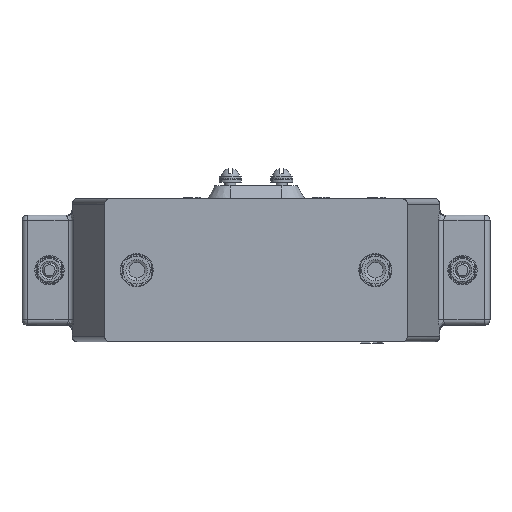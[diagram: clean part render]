
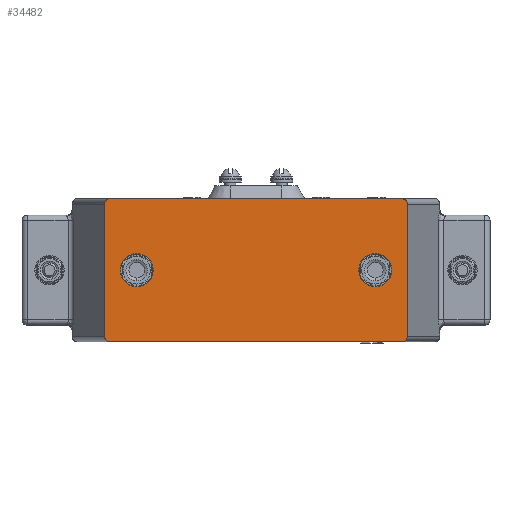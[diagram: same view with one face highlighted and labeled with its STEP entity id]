
A CAD part, front view. The second image highlights one B-rep face of the part: STEP entity #34482.
In plain terms, the highlighted planar face has unit normal (0, -1, 0).
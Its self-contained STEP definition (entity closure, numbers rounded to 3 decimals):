
#368 = EDGE_CURVE ( 'NONE', #19684, #83756, #52477, .T. ) ;
#996 = CARTESIAN_POINT ( 'NONE',  ( -82.449, -103., 36. ) ) ;
#1920 = EDGE_CURVE ( 'NONE', #49415, #27754, #62447, .T. ) ;
#1923 = LINE ( 'NONE', #3786, #23346 ) ;
#2503 = AXIS2_PLACEMENT_3D ( 'NONE', #103602, #103460, #103438 ) ;
#3390 = CARTESIAN_POINT ( 'NONE',  ( 82.449, -103., -36. ) ) ;
#3538 = CARTESIAN_POINT ( 'NONE',  ( 82.449, -103., -37.757 ) ) ;
#3786 = CARTESIAN_POINT ( 'NONE',  ( -82.449, -103., 39. ) ) ;
#3877 = EDGE_LOOP ( 'NONE', ( #84617, #13724, #65719, #31654, #43877, #79787, #23940, #4732 ) ) ;
#4179 = CARTESIAN_POINT ( 'NONE',  ( 81.163, -103., -39. ) ) ;
#4331 = CARTESIAN_POINT ( 'NONE',  ( 79.343, -103., -39. ) ) ;
#4732 = ORIENTED_EDGE ( 'NONE', *, *, #1920, .T. ) ;
#7731 = VECTOR ( 'NONE', #102083, 1000. ) ;
#9729 = CARTESIAN_POINT ( 'NONE',  ( -79.343, -103., 39. ) ) ;
#10604 = LINE ( 'NONE', #101693, #7731 ) ;
#11422 = EDGE_CURVE ( 'NONE', #83756, #19684, #51534, .T. ) ;
#11963 = AXIS2_PLACEMENT_3D ( 'NONE', #115032, #115792, #115926 ) ;
#12646 = CARTESIAN_POINT ( 'NONE',  ( 82.449, -103., 36. ) ) ;
#12874 =( BOUNDED_CURVE ( )  B_SPLINE_CURVE ( 3, ( #25412, #25434, #24892, #24870 ),
 .UNSPECIFIED., .F., .F. ) 
 B_SPLINE_CURVE_WITH_KNOTS ( ( 4, 4 ),
 ( 0., 1.571 ),
 .UNSPECIFIED. ) 
 CURVE ( )  GEOMETRIC_REPRESENTATION_ITEM ( )  RATIONAL_B_SPLINE_CURVE ( ( 1., 0.805, 0.805, 1. ) ) 
 REPRESENTATION_ITEM ( '' )  );
#13589 = EDGE_CURVE ( 'NONE', #46559, #48776, #104511, .T. ) ;
#13724 = ORIENTED_EDGE ( 'NONE', *, *, #77726, .T. ) ;
#14082 = VECTOR ( 'NONE', #46444, 1000. ) ;
#16227 = FACE_OUTER_BOUND ( 'NONE', #3877, .T. ) ;
#17557 = ORIENTED_EDGE ( 'NONE', *, *, #13589, .F. ) ;
#18105 = VERTEX_POINT ( 'NONE', #68733 ) ;
#18751 = ORIENTED_EDGE ( 'NONE', *, *, #11422, .F. ) ;
#19684 = VERTEX_POINT ( 'NONE', #110568 ) ;
#19878 = EDGE_CURVE ( 'NONE', #49415, #18105, #10604, .T. ) ;
#20423 = EDGE_CURVE ( 'NONE', #48776, #46559, #64538, .T. ) ;
#22556 = VERTEX_POINT ( 'NONE', #55511 ) ;
#23332 = VERTEX_POINT ( 'NONE', #9729 ) ;
#23346 = VECTOR ( 'NONE', #103141, 1000. ) ;
#23940 = ORIENTED_EDGE ( 'NONE', *, *, #19878, .F. ) ;
#24813 = EDGE_CURVE ( 'NONE', #22556, #60316, #31842, .T. ) ;
#24870 = CARTESIAN_POINT ( 'NONE',  ( -79.343, -103., -39. ) ) ;
#24892 = CARTESIAN_POINT ( 'NONE',  ( -81.163, -103., -39. ) ) ;
#25412 = CARTESIAN_POINT ( 'NONE',  ( -82.449, -103., -36. ) ) ;
#25434 = CARTESIAN_POINT ( 'NONE',  ( -82.449, -103., -37.757 ) ) ;
#27754 = VERTEX_POINT ( 'NONE', #94511 ) ;
#29133 = AXIS2_PLACEMENT_3D ( 'NONE', #118145, #118165, #45596 ) ;
#31372 = CARTESIAN_POINT ( 'NONE',  ( -82.449, -103., -36. ) ) ;
#31654 = ORIENTED_EDGE ( 'NONE', *, *, #36161, .T. ) ;
#31842 = LINE ( 'NONE', #44430, #80370 ) ;
#32999 = DIRECTION ( 'NONE',  ( 1., 0., 0. ) ) ;
#33257 = CARTESIAN_POINT ( 'NONE',  ( 65., -103., 0. ) ) ;
#34482 = ADVANCED_FACE ( 'NONE', ( #40509, #113245, #16227 ), #117760, .F. ) ;
#36161 = EDGE_CURVE ( 'NONE', #44550, #22556, #12874, .T. ) ;
#38241 = EDGE_LOOP ( 'NONE', ( #55924, #18751 ) ) ;
#38390 = LINE ( 'NONE', #101083, #14082 ) ;
#40509 = FACE_BOUND ( 'NONE', #38241, .T. ) ;
#43877 = ORIENTED_EDGE ( 'NONE', *, *, #24813, .T. ) ;
#44430 = CARTESIAN_POINT ( 'NONE',  ( -82.449, -103., -39. ) ) ;
#44550 = VERTEX_POINT ( 'NONE', #31372 ) ;
#44680 = DIRECTION ( 'NONE',  ( 1., 0., 0. ) ) ;
#45596 = DIRECTION ( 'NONE',  ( 0., 0., 1. ) ) ;
#46444 = DIRECTION ( 'NONE',  ( 0., 0., -1. ) ) ;
#46559 = VERTEX_POINT ( 'NONE', #49657 ) ;
#48776 = VERTEX_POINT ( 'NONE', #52748 ) ;
#49415 = VERTEX_POINT ( 'NONE', #12646 ) ;
#49657 = CARTESIAN_POINT ( 'NONE',  ( -74., -103., 0. ) ) ;
#51153 = CARTESIAN_POINT ( 'NONE',  ( -82.449, -103., 36. ) ) ;
#51386 = CARTESIAN_POINT ( 'NONE',  ( -82.449, -103., 37.757 ) ) ;
#51534 = CIRCLE ( 'NONE', #64144, 9. ) ;
#52477 = CIRCLE ( 'NONE', #11963, 9. ) ;
#52748 = CARTESIAN_POINT ( 'NONE',  ( -56., -103., 0. ) ) ;
#54292 = CARTESIAN_POINT ( 'NONE',  ( -79.343, -103., 39. ) ) ;
#55198 = CARTESIAN_POINT ( 'NONE',  ( -81.163, -103., 39. ) ) ;
#55511 = CARTESIAN_POINT ( 'NONE',  ( -79.343, -103., -39. ) ) ;
#55924 = ORIENTED_EDGE ( 'NONE', *, *, #368, .F. ) ;
#55975 = CARTESIAN_POINT ( 'NONE',  ( 82.449, -103., 37.757 ) ) ;
#56700 =( BOUNDED_CURVE ( )  B_SPLINE_CURVE ( 3, ( #4331, #4179, #3538, #3390 ),
 .UNSPECIFIED., .F., .F. ) 
 B_SPLINE_CURVE_WITH_KNOTS ( ( 4, 4 ),
 ( 1.571, 3.142 ),
 .UNSPECIFIED. ) 
 CURVE ( )  GEOMETRIC_REPRESENTATION_ITEM ( )  RATIONAL_B_SPLINE_CURVE ( ( 1., 0.805, 0.805, 1. ) ) 
 REPRESENTATION_ITEM ( '' )  );
#60316 = VERTEX_POINT ( 'NONE', #105123 ) ;
#62447 =( BOUNDED_CURVE ( )  B_SPLINE_CURVE ( 3, ( #112172, #55975, #114112, #101637 ),
 .UNSPECIFIED., .F., .T. ) 
 B_SPLINE_CURVE_WITH_KNOTS ( ( 4, 4 ),
 ( 0., 1.571 ),
 .UNSPECIFIED. ) 
 CURVE ( )  GEOMETRIC_REPRESENTATION_ITEM ( )  RATIONAL_B_SPLINE_CURVE ( ( 1., 0.805, 0.805, 1. ) ) 
 REPRESENTATION_ITEM ( '' )  );
#64144 = AXIS2_PLACEMENT_3D ( 'NONE', #33257, #95993, #32999 ) ;
#64538 = CIRCLE ( 'NONE', #99119, 9. ) ;
#64816 = DIRECTION ( 'NONE',  ( 1., 0., 0. ) ) ;
#64904 = DIRECTION ( 'NONE',  ( 0., -1., 0. ) ) ;
#64917 = CARTESIAN_POINT ( 'NONE',  ( -65., -103., 0. ) ) ;
#65719 = ORIENTED_EDGE ( 'NONE', *, *, #110250, .T. ) ;
#68733 = CARTESIAN_POINT ( 'NONE',  ( 82.449, -103., -36. ) ) ;
#77605 =( BOUNDED_CURVE ( )  B_SPLINE_CURVE ( 3, ( #54292, #55198, #51386, #51153 ),
 .UNSPECIFIED., .F., .F. ) 
 B_SPLINE_CURVE_WITH_KNOTS ( ( 4, 4 ),
 ( 1.571, 3.142 ),
 .UNSPECIFIED. ) 
 CURVE ( )  GEOMETRIC_REPRESENTATION_ITEM ( )  RATIONAL_B_SPLINE_CURVE ( ( 1., 0.805, 0.805, 1. ) ) 
 REPRESENTATION_ITEM ( '' )  );
#77726 = EDGE_CURVE ( 'NONE', #23332, #78357, #77605, .T. ) ;
#78357 = VERTEX_POINT ( 'NONE', #996 ) ;
#79787 = ORIENTED_EDGE ( 'NONE', *, *, #98188, .T. ) ;
#80370 = VECTOR ( 'NONE', #44680, 1000. ) ;
#83756 = VERTEX_POINT ( 'NONE', #104353 ) ;
#84617 = ORIENTED_EDGE ( 'NONE', *, *, #91761, .F. ) ;
#91761 = EDGE_CURVE ( 'NONE', #23332, #27754, #1923, .T. ) ;
#94511 = CARTESIAN_POINT ( 'NONE',  ( 79.343, -103., 39. ) ) ;
#95993 = DIRECTION ( 'NONE',  ( 0., -1., 0. ) ) ;
#98188 = EDGE_CURVE ( 'NONE', #60316, #18105, #56700, .T. ) ;
#99119 = AXIS2_PLACEMENT_3D ( 'NONE', #64917, #64904, #64816 ) ;
#101083 = CARTESIAN_POINT ( 'NONE',  ( -82.449, -103., 39. ) ) ;
#101637 = CARTESIAN_POINT ( 'NONE',  ( 79.343, -103., 39. ) ) ;
#101693 = CARTESIAN_POINT ( 'NONE',  ( 82.449, -103., 39. ) ) ;
#102083 = DIRECTION ( 'NONE',  ( 0., 0., -1. ) ) ;
#103141 = DIRECTION ( 'NONE',  ( 1., 0., 0. ) ) ;
#103438 = DIRECTION ( 'NONE',  ( 1., 0., 0. ) ) ;
#103460 = DIRECTION ( 'NONE',  ( 0., -1., 0. ) ) ;
#103602 = CARTESIAN_POINT ( 'NONE',  ( -65., -103., 0. ) ) ;
#104353 = CARTESIAN_POINT ( 'NONE',  ( 56., -103., 0. ) ) ;
#104511 = CIRCLE ( 'NONE', #2503, 9. ) ;
#105123 = CARTESIAN_POINT ( 'NONE',  ( 79.343, -103., -39. ) ) ;
#106611 = EDGE_LOOP ( 'NONE', ( #112244, #17557 ) ) ;
#110250 = EDGE_CURVE ( 'NONE', #78357, #44550, #38390, .T. ) ;
#110568 = CARTESIAN_POINT ( 'NONE',  ( 74., -103., 0. ) ) ;
#112172 = CARTESIAN_POINT ( 'NONE',  ( 82.449, -103., 36. ) ) ;
#112244 = ORIENTED_EDGE ( 'NONE', *, *, #20423, .F. ) ;
#113245 = FACE_BOUND ( 'NONE', #106611, .T. ) ;
#114112 = CARTESIAN_POINT ( 'NONE',  ( 81.163, -103., 39. ) ) ;
#115032 = CARTESIAN_POINT ( 'NONE',  ( 65., -103., 0. ) ) ;
#115792 = DIRECTION ( 'NONE',  ( 0., -1., 0. ) ) ;
#115926 = DIRECTION ( 'NONE',  ( 1., 0., 0. ) ) ;
#117760 = PLANE ( 'NONE',  #29133 ) ;
#118145 = CARTESIAN_POINT ( 'NONE',  ( -82.449, -103., 39. ) ) ;
#118165 = DIRECTION ( 'NONE',  ( 0., 1., 0. ) ) ;
